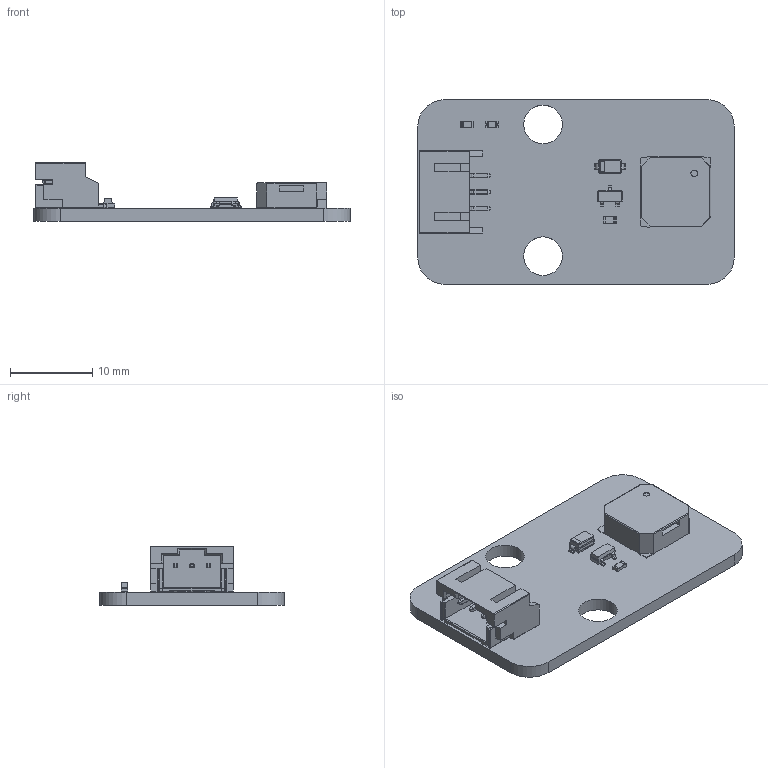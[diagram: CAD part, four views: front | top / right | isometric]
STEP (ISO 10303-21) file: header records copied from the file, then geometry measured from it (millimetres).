
FILE_DESCRIPTION(('KiCad electronic assembly'),'2;1');
FILE_NAME('Passive_Buzzer_Module.step','2025-07-16T16:45:23',('Pcbnew'), ('Kicad'),'Open CASCADE STEP processor 7.8','KiCad to STEP converter', 'Unknown');
FILE_SCHEMA(('AUTOMOTIVE_DESIGN { 1 0 10303 214 1 1 1 1 }'));
Length unit declared in the file: millimetre
Products named in the file (16): Passive_Buzzer_Module 1; PUIAudio_SMT_0825_S_4_R; LED_0603_1608Metric_Castellated; D_SOD-123; D_SOD_123; D_SOD-123F; D_SOD_123F; User Library-PH2_0-3PWB; User Library-PH2.0-3PWB; SOT-23; SOT_23; R_0603_1608Metric; _autosave-Passive_Buzzer_Module_PCB
Assembly tree (17 placements, depth 3):
  Passive_Buzzer_Module 1
    PUIAudio_SMT_0825_S_4_R
      PUIAudio_SMT_0825_S_4_R
    LED_0603_1608Metric_Castellated  x2
      LED_0603_1608Metric_Castellated
    D_SOD-123
      D_SOD_123
    D_SOD-123F
      D_SOD_123F
    User Library-PH2_0-3PWB
      User Library-PH2.0-3PWB
    SOT-23
      SOT_23
    R_0603_1608Metric  x2
      R_0603_1608Metric
    _autosave-Passive_Buzzer_Module_PCB
Bounding box: 38.4 x 22.4 x 7.15 mm (x, y, z)
Volume: 1685.2 mm3; surface area: 2766 mm2
Topology: 15 solids, 15 shells, 983 faces, 2565 edges, 1646 vertices
Faces by surface type: plane 655, cylinder 170, bspline 130, torus 24, sphere 4
Full cylindrical faces by diameter (mm): 0.8 x1, 4.7 x2
Entity records: 30308 total; most frequent: CARTESIAN_POINT 6447, ORIENTED_EDGE 4784, DIRECTION 3896, EDGE_CURVE 2392, LINE 1846, VECTOR 1846, VERTEX_POINT 1536, AXIS2_PLACEMENT_3D 1025
